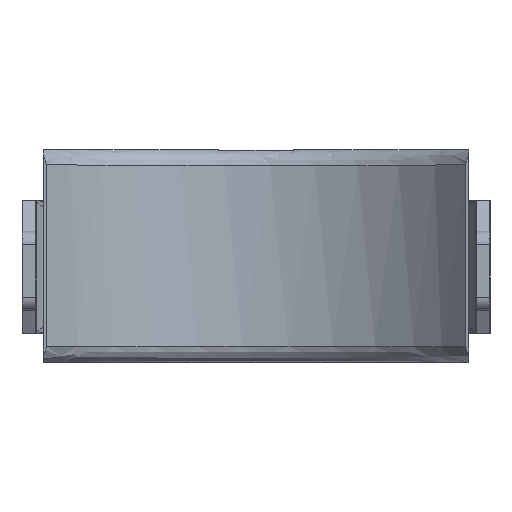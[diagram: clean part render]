
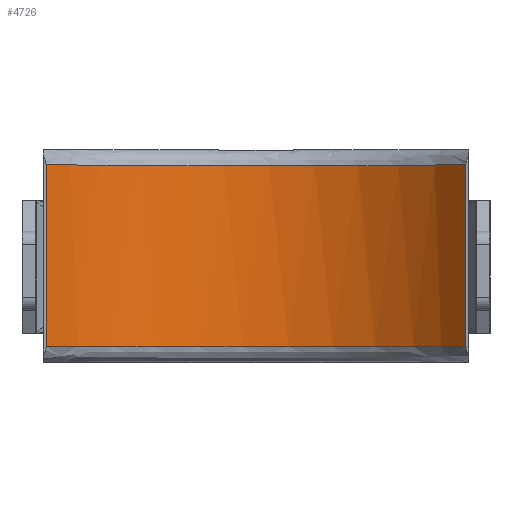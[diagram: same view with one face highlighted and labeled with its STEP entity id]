
A CAD part, front view. The second image highlights one B-rep face of the part: STEP entity #4726.
In plain terms, the highlighted cylindrical face has radius 50.5 mm (diameter 101 mm), a partial arc.
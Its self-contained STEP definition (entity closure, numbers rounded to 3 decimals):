
#19 = CARTESIAN_POINT ( 'NONE',  ( -25.23, -6.714, -17.019 ) ) ;
#89 = DIRECTION ( 'NONE',  ( -1., 0., 0. ) ) ;
#463 = CARTESIAN_POINT ( 'NONE',  ( 3.782, -0.106, -16.999 ) ) ;
#496 = VERTEX_POINT ( 'NONE', #3065 ) ;
#696 = CARTESIAN_POINT ( 'NONE',  ( -39.472, -19., -17.163 ) ) ;
#873 = CARTESIAN_POINT ( 'NONE',  ( 3.782, -0.106, 16.999 ) ) ;
#885 = VERTEX_POINT ( 'NONE', #12432 ) ;
#1179 = CARTESIAN_POINT ( 'NONE',  ( -29.955, -9.799, -17.042 ) ) ;
#1479 = CARTESIAN_POINT ( 'NONE',  ( 23.61, -5.818, -17.014 ) ) ;
#1634 = CARTESIAN_POINT ( 'NONE',  ( 28.445, -8.731, -17.033 ) ) ;
#1881 = CARTESIAN_POINT ( 'NONE',  ( -37.022, -16.102, 17.115 ) ) ;
#1961 = CARTESIAN_POINT ( 'NONE',  ( -13.051, -1.679, 17. ) ) ;
#2118 = CARTESIAN_POINT ( 'NONE',  ( -34.345, -13.43, 17.079 ) ) ;
#2182 = DIRECTION ( 'NONE',  ( 0., 0., -1. ) ) ;
#2337 = CARTESIAN_POINT ( 'NONE',  ( 0., -50.5, 20. ) ) ;
#2566 = CARTESIAN_POINT ( 'NONE',  ( -39.472, -19., -17.163 ) ) ;
#2638 = CARTESIAN_POINT ( 'NONE',  ( -18.457, -3.455, -17.004 ) ) ;
#2720 = CARTESIAN_POINT ( 'NONE',  ( -20.202, -4.179, -17.007 ) ) ;
#2796 = CARTESIAN_POINT ( 'NONE',  ( 39.472, -19., -17.163 ) ) ;
#2869 = CARTESIAN_POINT ( 'NONE',  ( 39.472, -19., 20. ) ) ;
#2967 = CARTESIAN_POINT ( 'NONE',  ( -18.457, -3.455, 17.004 ) ) ;
#3065 = CARTESIAN_POINT ( 'NONE',  ( 39.472, -19., -17.163 ) ) ;
#3199 = CARTESIAN_POINT ( 'NONE',  ( -39.472, -19., 17.163 ) ) ;
#3282 = CARTESIAN_POINT ( 'NONE',  ( 14.89, -2.208, 17.001 ) ) ;
#3429 = CARTESIAN_POINT ( 'NONE',  ( -38.285, -17.513, -17.137 ) ) ;
#3577 = CARTESIAN_POINT ( 'NONE',  ( -32.931, -12.167, -17.065 ) ) ;
#3791 = CARTESIAN_POINT ( 'NONE',  ( 25.262, -6.733, -17.019 ) ) ;
#3819 = B_SPLINE_CURVE_WITH_KNOTS ( 'NONE', 3,
 ( #6435, #7531, #12181, #12253, #6668, #7678, #11406, #13900, #4123, #4436, #7838, #3282, #10084, #9172, #11250, #873, #11488, #12489, #11561, #7758, #8002, #1961, #13822, #2967, #14897, #8930, #10244, #12567, #6752, #12727, #2118, #1881, #14818, #3199 ),
 .UNSPECIFIED., .F., .F.,
 ( 4, 2, 2, 2, 2, 2, 2, 2, 2, 2, 2, 2, 2, 2, 2, 2, 4 ),
 ( 0., 0.006, 0.011, 0.017, 0.023, 0.028, 0.034, 0.04, 0.046, 0.051, 0.057, 0.063, 0.068, 0.074, 0.08, 0.085, 0.091 ),
 .UNSPECIFIED. ) ;
#3867 = CARTESIAN_POINT ( 'NONE',  ( -1.92, -0.001, -16.999 ) ) ;
#4020 = CARTESIAN_POINT ( 'NONE',  ( -14.865, -2.2, -17.001 ) ) ;
#4123 = CARTESIAN_POINT ( 'NONE',  ( 23.61, -5.818, 17.014 ) ) ;
#4436 = CARTESIAN_POINT ( 'NONE',  ( 20.181, -4.169, 17.007 ) ) ;
#4726 = ADVANCED_FACE ( 'NONE', ( #5957 ), #10700, .F. ) ;
#4736 = CARTESIAN_POINT ( 'NONE',  ( -23.588, -5.808, -17.014 ) ) ;
#5175 = CARTESIAN_POINT ( 'NONE',  ( 20.181, -4.169, -17.007 ) ) ;
#5542 = B_SPLINE_CURVE_WITH_KNOTS ( 'NONE', 3,
 ( #2566, #3429, #12872, #7058, #3577, #1179, #10635, #19, #4736, #2720, #2638, #4020, #9757, #7503, #6257, #11140, #3867, #8758, #463, #7580, #6183, #11068, #6339, #12302, #5175, #1479, #3791, #1634, #7357, #9901, #8829, #14419, #14718, #2796 ),
 .UNSPECIFIED., .F., .F.,
 ( 4, 2, 2, 2, 2, 2, 2, 2, 2, 2, 2, 2, 2, 2, 2, 2, 4 ),
 ( 0., 0.006, 0.011, 0.017, 0.023, 0.028, 0.034, 0.04, 0.045, 0.051, 0.057, 0.062, 0.068, 0.074, 0.079, 0.085, 0.091 ),
 .UNSPECIFIED. ) ;
#5658 = ORIENTED_EDGE ( 'NONE', *, *, #11769, .T. ) ;
#5813 = ORIENTED_EDGE ( 'NONE', *, *, #14119, .F. ) ;
#5957 = FACE_OUTER_BOUND ( 'NONE', #13498, .T. ) ;
#6183 = CARTESIAN_POINT ( 'NONE',  ( 9.424, -0.852, -16.999 ) ) ;
#6257 = CARTESIAN_POINT ( 'NONE',  ( -7.538, -0.53, -16.999 ) ) ;
#6339 = CARTESIAN_POINT ( 'NONE',  ( 14.89, -2.208, -17.001 ) ) ;
#6423 = CARTESIAN_POINT ( 'NONE',  ( -39.472, -19., 20. ) ) ;
#6435 = CARTESIAN_POINT ( 'NONE',  ( 39.472, -19., 17.163 ) ) ;
#6498 = DIRECTION ( 'NONE',  ( 0., 0., -1. ) ) ;
#6531 = VECTOR ( 'NONE', #13334, 1000. ) ;
#6668 = CARTESIAN_POINT ( 'NONE',  ( 32.915, -12.155, 17.065 ) ) ;
#6752 = CARTESIAN_POINT ( 'NONE',  ( -29.955, -9.799, 17.042 ) ) ;
#7058 = CARTESIAN_POINT ( 'NONE',  ( -34.345, -13.43, -17.079 ) ) ;
#7357 = CARTESIAN_POINT ( 'NONE',  ( 29.976, -9.815, -17.042 ) ) ;
#7503 = CARTESIAN_POINT ( 'NONE',  ( -9.388, -0.845, -16.999 ) ) ;
#7531 = CARTESIAN_POINT ( 'NONE',  ( 38.285, -17.513, 17.137 ) ) ;
#7580 = CARTESIAN_POINT ( 'NONE',  ( 7.564, -0.533, -16.999 ) ) ;
#7678 = CARTESIAN_POINT ( 'NONE',  ( 29.976, -9.815, 17.042 ) ) ;
#7758 = CARTESIAN_POINT ( 'NONE',  ( -7.538, -0.53, 16.999 ) ) ;
#7813 = ORIENTED_EDGE ( 'NONE', *, *, #15144, .T. ) ;
#7838 = CARTESIAN_POINT ( 'NONE',  ( 18.437, -3.448, 17.004 ) ) ;
#8002 = CARTESIAN_POINT ( 'NONE',  ( -9.388, -0.845, 16.999 ) ) ;
#8607 = LINE ( 'NONE', #2869, #6531 ) ;
#8722 = VERTEX_POINT ( 'NONE', #11624 ) ;
#8758 = CARTESIAN_POINT ( 'NONE',  ( 1.885, 0.001, -16.999 ) ) ;
#8829 = CARTESIAN_POINT ( 'NONE',  ( 34.324, -13.41, -17.079 ) ) ;
#8930 = CARTESIAN_POINT ( 'NONE',  ( -23.588, -5.808, 17.014 ) ) ;
#9172 = CARTESIAN_POINT ( 'NONE',  ( 9.424, -0.852, 16.999 ) ) ;
#9757 = CARTESIAN_POINT ( 'NONE',  ( -13.051, -1.679, -17. ) ) ;
#9901 = CARTESIAN_POINT ( 'NONE',  ( 32.915, -12.155, -17.065 ) ) ;
#9993 = LINE ( 'NONE', #6423, #12173 ) ;
#10084 = CARTESIAN_POINT ( 'NONE',  ( 13.087, -1.689, 17. ) ) ;
#10244 = CARTESIAN_POINT ( 'NONE',  ( -25.23, -6.714, 17.019 ) ) ;
#10300 = VERTEX_POINT ( 'NONE', #696 ) ;
#10635 = CARTESIAN_POINT ( 'NONE',  ( -28.414, -8.71, -17.033 ) ) ;
#10700 = CYLINDRICAL_SURFACE ( 'NONE', #14185, 50.5 ) ;
#11068 = CARTESIAN_POINT ( 'NONE',  ( 13.087, -1.689, -17. ) ) ;
#11140 = CARTESIAN_POINT ( 'NONE',  ( -3.805, -0.108, -16.999 ) ) ;
#11250 = CARTESIAN_POINT ( 'NONE',  ( 7.564, -0.533, 16.999 ) ) ;
#11406 = CARTESIAN_POINT ( 'NONE',  ( 28.445, -8.731, 17.033 ) ) ;
#11488 = CARTESIAN_POINT ( 'NONE',  ( 1.885, 0.001, 16.999 ) ) ;
#11561 = CARTESIAN_POINT ( 'NONE',  ( -3.805, -0.108, 16.999 ) ) ;
#11624 = CARTESIAN_POINT ( 'NONE',  ( 39.472, -19., 17.163 ) ) ;
#11769 = EDGE_CURVE ( 'NONE', #885, #10300, #9993, .T. ) ;
#12173 = VECTOR ( 'NONE', #6498, 1000. ) ;
#12181 = CARTESIAN_POINT ( 'NONE',  ( 37.017, -16.096, 17.115 ) ) ;
#12253 = CARTESIAN_POINT ( 'NONE',  ( 34.324, -13.41, 17.079 ) ) ;
#12302 = CARTESIAN_POINT ( 'NONE',  ( 18.437, -3.448, -17.004 ) ) ;
#12432 = CARTESIAN_POINT ( 'NONE',  ( -39.472, -19., 17.163 ) ) ;
#12472 = EDGE_CURVE ( 'NONE', #10300, #496, #5542, .T. ) ;
#12489 = CARTESIAN_POINT ( 'NONE',  ( -1.92, -0.001, 16.999 ) ) ;
#12567 = CARTESIAN_POINT ( 'NONE',  ( -28.414, -8.71, 17.033 ) ) ;
#12727 = CARTESIAN_POINT ( 'NONE',  ( -32.931, -12.167, 17.065 ) ) ;
#12872 = CARTESIAN_POINT ( 'NONE',  ( -37.022, -16.102, -17.115 ) ) ;
#13334 = DIRECTION ( 'NONE',  ( 0., 0., -1. ) ) ;
#13498 = EDGE_LOOP ( 'NONE', ( #5658, #15183, #5813, #7813 ) ) ;
#13822 = CARTESIAN_POINT ( 'NONE',  ( -14.865, -2.2, 17.001 ) ) ;
#13900 = CARTESIAN_POINT ( 'NONE',  ( 25.262, -6.733, 17.019 ) ) ;
#14119 = EDGE_CURVE ( 'NONE', #8722, #496, #8607, .T. ) ;
#14185 = AXIS2_PLACEMENT_3D ( 'NONE', #2337, #2182, #89 ) ;
#14419 = CARTESIAN_POINT ( 'NONE',  ( 37.017, -16.096, -17.115 ) ) ;
#14718 = CARTESIAN_POINT ( 'NONE',  ( 38.285, -17.513, -17.137 ) ) ;
#14818 = CARTESIAN_POINT ( 'NONE',  ( -38.285, -17.513, 17.137 ) ) ;
#14897 = CARTESIAN_POINT ( 'NONE',  ( -20.202, -4.179, 17.007 ) ) ;
#15144 = EDGE_CURVE ( 'NONE', #8722, #885, #3819, .T. ) ;
#15183 = ORIENTED_EDGE ( 'NONE', *, *, #12472, .T. ) ;
